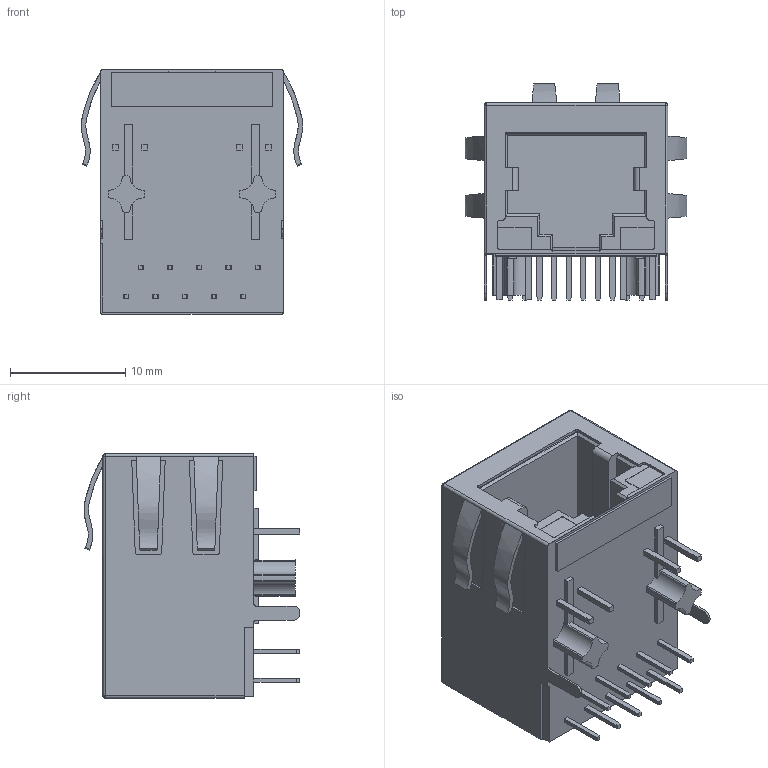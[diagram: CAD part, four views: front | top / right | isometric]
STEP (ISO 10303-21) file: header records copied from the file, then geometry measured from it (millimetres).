
FILE_DESCRIPTION (( 'STEP AP214' ), '1' );
FILE_NAME ('TMJG0813GENL.STEP', '2023-09-21T03:11:17', ( '' ), ( '' ), 'SwSTEP 2.0', 'SolidWorks 2022', '' );
FILE_SCHEMA (( 'AUTOMOTIVE_DESIGN' ));
Length unit declared in the file: millimetre
Products named in the file (1): TMJG0813GENL
Bounding box: 19.22 x 18.74 x 21.25 mm (x, y, z)
Volume: 3577.7 mm3; surface area: 2649.5 mm2
Topology: 3 solids, 3 shells, 694 faces, 1853 edges, 1216 vertices
Faces by surface type: plane 459, bspline 138, cylinder 89, sphere 8
Entity records: 24773 total; most frequent: CARTESIAN_POINT 8709, ORIENTED_EDGE 3690, DIRECTION 2618, EDGE_CURVE 1845, VERTEX_POINT 1216, LINE 1166, VECTOR 1166, EDGE_LOOP 753
